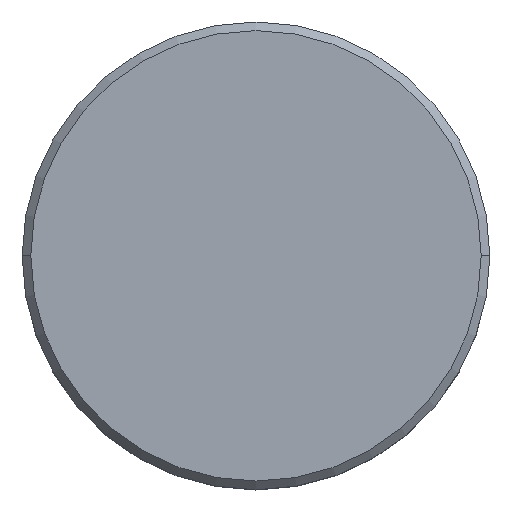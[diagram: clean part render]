
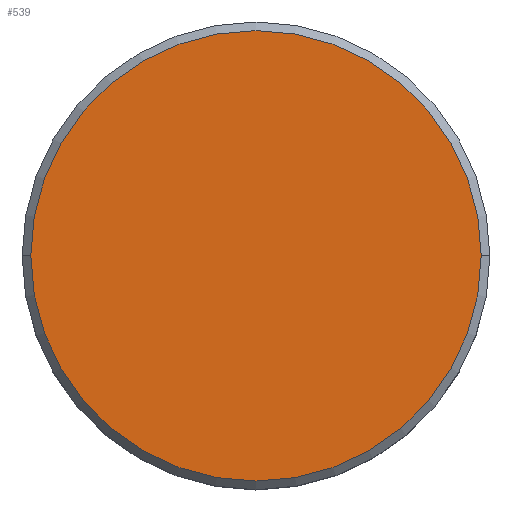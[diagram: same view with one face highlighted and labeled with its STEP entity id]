
A CAD part, top view. The second image highlights one B-rep face of the part: STEP entity #539.
In plain terms, the highlighted planar face has unit normal (0, 0, 1).
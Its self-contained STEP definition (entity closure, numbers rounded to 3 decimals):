
#37 = CIRCLE ( 'NONE', #195, 13. ) ;
#44 = EDGE_CURVE ( 'NONE', #347, #169, #37, .T. ) ;
#96 = AXIS2_PLACEMENT_3D ( 'NONE', #234, #99, #276 ) ;
#99 = DIRECTION ( 'NONE',  ( 0., 0., 1. ) ) ;
#100 = CARTESIAN_POINT ( 'NONE',  ( 0., 0., 0. ) ) ;
#169 = VERTEX_POINT ( 'NONE', #421 ) ;
#195 = AXIS2_PLACEMENT_3D ( 'NONE', #100, #507, #282 ) ;
#198 = DIRECTION ( 'NONE',  ( 0., 0., 1. ) ) ;
#210 = ORIENTED_EDGE ( 'NONE', *, *, #521, .T. ) ;
#234 = CARTESIAN_POINT ( 'NONE',  ( 0., 0., 0. ) ) ;
#276 = DIRECTION ( 'NONE',  ( 1., 0., 0. ) ) ;
#282 = DIRECTION ( 'NONE',  ( 1., 0., 0. ) ) ;
#288 = CARTESIAN_POINT ( 'NONE',  ( 0., 0., 0. ) ) ;
#306 = ORIENTED_EDGE ( 'NONE', *, *, #44, .T. ) ;
#347 = VERTEX_POINT ( 'NONE', #576 ) ;
#351 = EDGE_LOOP ( 'NONE', ( #306, #210 ) ) ;
#376 = FACE_OUTER_BOUND ( 'NONE', #351, .T. ) ;
#421 = CARTESIAN_POINT ( 'NONE',  ( 13., 0., 0. ) ) ;
#459 = PLANE ( 'NONE',  #509 ) ;
#507 = DIRECTION ( 'NONE',  ( 0., 0., 1. ) ) ;
#509 = AXIS2_PLACEMENT_3D ( 'NONE', #288, #198, #522 ) ;
#521 = EDGE_CURVE ( 'NONE', #169, #347, #540, .T. ) ;
#522 = DIRECTION ( 'NONE',  ( 1., 0., 0. ) ) ;
#539 = ADVANCED_FACE ( 'NONE', ( #376 ), #459, .T. ) ;
#540 = CIRCLE ( 'NONE', #96, 13. ) ;
#576 = CARTESIAN_POINT ( 'NONE',  ( -13., 0., 0. ) ) ;
